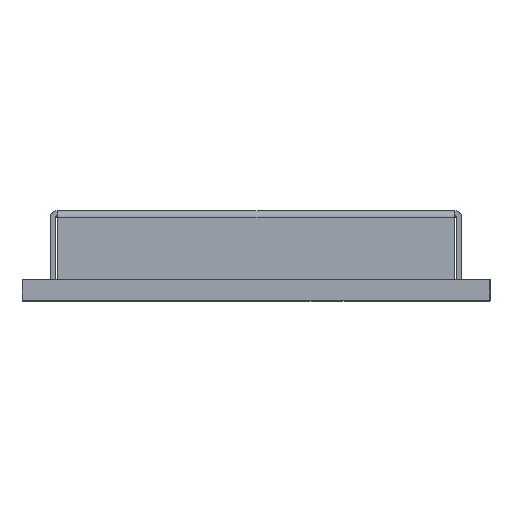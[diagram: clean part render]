
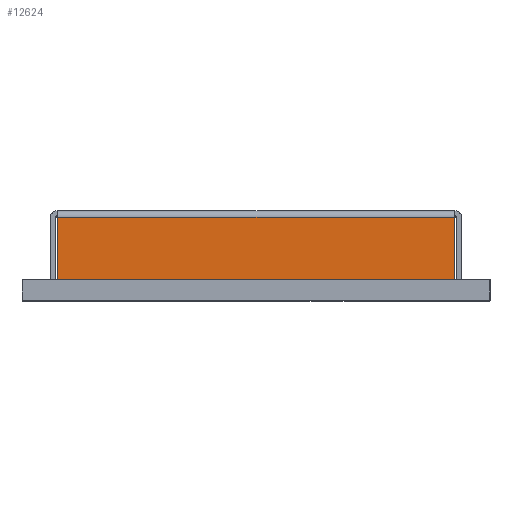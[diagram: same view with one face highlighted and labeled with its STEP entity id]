
A CAD part, top view. The second image highlights one B-rep face of the part: STEP entity #12624.
In plain terms, the highlighted planar face has unit normal (0, 0, 1).
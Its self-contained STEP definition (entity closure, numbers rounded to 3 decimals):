
#476 = CARTESIAN_POINT ( 'NONE',  ( 7.629, 0.8, 10.1 ) ) ;
#1885 = CARTESIAN_POINT ( 'NONE',  ( -7.9, 3.199, 10.1 ) ) ;
#1938 = VECTOR ( 'NONE', #2733, 1000. ) ;
#1967 = EDGE_CURVE ( 'NONE', #18183, #21416, #3315, .T. ) ;
#2733 = DIRECTION ( 'NONE',  ( 0., 1., 0. ) ) ;
#3315 = LINE ( 'NONE', #16879, #13832 ) ;
#3463 = VECTOR ( 'NONE', #8829, 1000. ) ;
#5116 = EDGE_CURVE ( 'NONE', #17844, #13318, #18094, .T. ) ;
#7212 = CARTESIAN_POINT ( 'NONE',  ( -7.9, 32.075, 10.1 ) ) ;
#7269 = CARTESIAN_POINT ( 'NONE',  ( -7.629, 3.199, 10.1 ) ) ;
#7514 = VECTOR ( 'NONE', #16090, 1000. ) ;
#8791 = PLANE ( 'NONE',  #20345 ) ;
#8829 = DIRECTION ( 'NONE',  ( -1., 0., 0. ) ) ;
#10356 = ORIENTED_EDGE ( 'NONE', *, *, #12309, .T. ) ;
#10814 = LINE ( 'NONE', #15983, #7514 ) ;
#11132 = EDGE_LOOP ( 'NONE', ( #18101, #10356, #16270, #17147 ) ) ;
#12309 = EDGE_CURVE ( 'NONE', #13318, #18183, #19163, .T. ) ;
#12624 = ADVANCED_FACE ( 'NONE', ( #13845 ), #8791, .F. ) ;
#13318 = VERTEX_POINT ( 'NONE', #19020 ) ;
#13832 = VECTOR ( 'NONE', #20271, 1000. ) ;
#13845 = FACE_OUTER_BOUND ( 'NONE', #11132, .T. ) ;
#14945 = CARTESIAN_POINT ( 'NONE',  ( 7.629, 32.075, 10.1 ) ) ;
#15983 = CARTESIAN_POINT ( 'NONE',  ( -7.9, 0.8, 10.1 ) ) ;
#16090 = DIRECTION ( 'NONE',  ( 1., 0., 0. ) ) ;
#16270 = ORIENTED_EDGE ( 'NONE', *, *, #1967, .T. ) ;
#16879 = CARTESIAN_POINT ( 'NONE',  ( -7.629, 32.075, 10.1 ) ) ;
#16995 = EDGE_CURVE ( 'NONE', #21416, #17844, #10814, .T. ) ;
#17147 = ORIENTED_EDGE ( 'NONE', *, *, #16995, .T. ) ;
#17844 = VERTEX_POINT ( 'NONE', #476 ) ;
#18094 = LINE ( 'NONE', #14945, #1938 ) ;
#18101 = ORIENTED_EDGE ( 'NONE', *, *, #5116, .T. ) ;
#18183 = VERTEX_POINT ( 'NONE', #7269 ) ;
#19005 = CARTESIAN_POINT ( 'NONE',  ( -7.629, 0.8, 10.1 ) ) ;
#19020 = CARTESIAN_POINT ( 'NONE',  ( 7.629, 3.199, 10.1 ) ) ;
#19163 = LINE ( 'NONE', #1885, #3463 ) ;
#20271 = DIRECTION ( 'NONE',  ( 0., -1., 0. ) ) ;
#20345 = AXIS2_PLACEMENT_3D ( 'NONE', #7212, #20932, #20471 ) ;
#20471 = DIRECTION ( 'NONE',  ( -1., 0., 0. ) ) ;
#20932 = DIRECTION ( 'NONE',  ( 0., 0., -1. ) ) ;
#21416 = VERTEX_POINT ( 'NONE', #19005 ) ;
